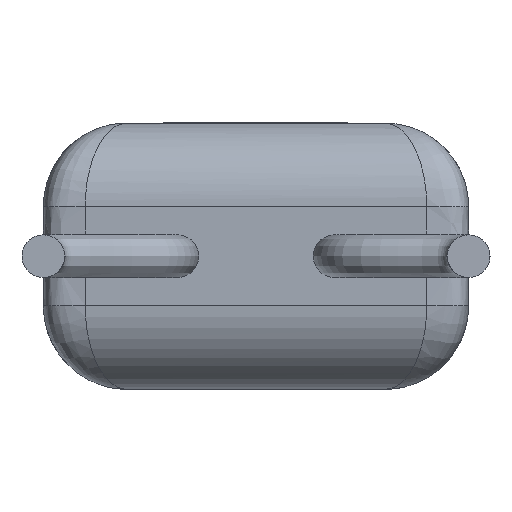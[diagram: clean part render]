
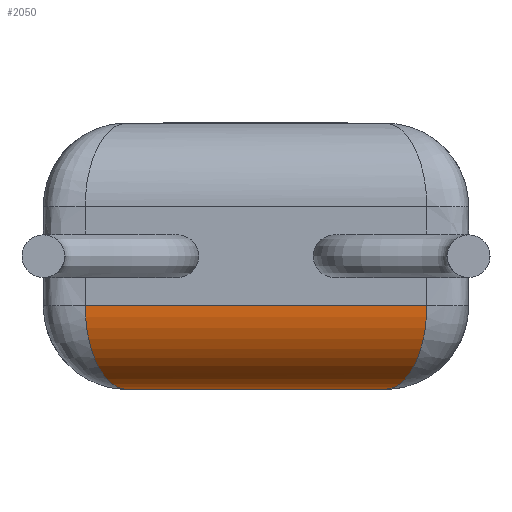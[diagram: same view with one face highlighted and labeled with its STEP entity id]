
A CAD part, front view. The second image highlights one B-rep face of the part: STEP entity #2050.
In plain terms, the highlighted cylindrical face has radius 1 mm (diameter 2 mm), a partial arc.
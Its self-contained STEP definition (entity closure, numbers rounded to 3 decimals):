
#65 = LINE ( 'NONE', #203, #158 ) ;
#91 = CARTESIAN_POINT ( 'NONE',  ( 0.816, 0.632, 0.07 ) ) ;
#158 = VECTOR ( 'NONE', #1831, 1000. ) ;
#192 = EDGE_CURVE ( 'NONE', #5456, #2838, #65, .T. ) ;
#203 = CARTESIAN_POINT ( 'NONE',  ( 4.58, 0., 1. ) ) ;
#324 = CARTESIAN_POINT ( 'NONE',  ( 0.535, 0.071, 0.63 ) ) ;
#346 = CARTESIAN_POINT ( 'NONE',  ( 0.5, 0., 0.932 ) ) ;
#348 = EDGE_LOOP ( 'NONE', ( #4052, #3004, #6129, #1965 ) ) ;
#360 = EDGE_CURVE ( 'NONE', #5456, #3210, #2769, .T. ) ;
#596 = CARTESIAN_POINT ( 'NONE',  ( 0.756, 0.511, 0.127 ) ) ;
#649 = CARTESIAN_POINT ( 'NONE',  ( 4.488, 0.184, 0.421 ) ) ;
#814 = CARTESIAN_POINT ( 'NONE',  ( 4.325, 0.51, 0.128 ) ) ;
#861 = CARTESIAN_POINT ( 'NONE',  ( 0.626, 0.253, 0.335 ) ) ;
#892 = CARTESIAN_POINT ( 'NONE',  ( 4.58, 0., 0.941 ) ) ;
#911 = CARTESIAN_POINT ( 'NONE',  ( 4.568, 0.023, 0.784 ) ) ;
#1043 = CARTESIAN_POINT ( 'NONE',  ( 0.5, 1., 0. ) ) ;
#1051 = CARTESIAN_POINT ( 'NONE',  ( 0.813, 0.627, 0.072 ) ) ;
#1067 = CARTESIAN_POINT ( 'NONE',  ( 4.08, 1., 0. ) ) ;
#1083 = LINE ( 'NONE', #1043, #3007 ) ;
#1142 = CARTESIAN_POINT ( 'NONE',  ( 0.742, 0.483, 0.144 ) ) ;
#1169 = CARTESIAN_POINT ( 'NONE',  ( 4.551, 0.059, 0.661 ) ) ;
#1258 = CARTESIAN_POINT ( 'NONE',  ( 4.532, 0.096, 0.567 ) ) ;
#1343 = CARTESIAN_POINT ( 'NONE',  ( 4.295, 0.57, 0.097 ) ) ;
#1373 = CARTESIAN_POINT ( 'NONE',  ( 0.529, 0.058, 0.663 ) ) ;
#1566 = CARTESIAN_POINT ( 'NONE',  ( 0.677, 0.355, 0.234 ) ) ;
#1610 = CARTESIAN_POINT ( 'NONE',  ( 0.856, 0.713, 0.039 ) ) ;
#1795 = CARTESIAN_POINT ( 'NONE',  ( 4.427, 0.305, 0.28 ) ) ;
#1818 = CARTESIAN_POINT ( 'NONE',  ( 4.402, 0.357, 0.234 ) ) ;
#1831 = DIRECTION ( 'NONE',  ( 1., 0., 0. ) ) ;
#1883 = CARTESIAN_POINT ( 'NONE',  ( 0.555, 0.11, 0.54 ) ) ;
#1897 = CARTESIAN_POINT ( 'NONE',  ( 4.234, 0.693, 0.048 ) ) ;
#1965 = ORIENTED_EDGE ( 'NONE', *, *, #192, .F. ) ;
#1999 = EDGE_CURVE ( 'NONE', #2838, #5353, #4261, .T. ) ;
#2025 = CARTESIAN_POINT ( 'NONE',  ( 4.156, 0.848, 0.011 ) ) ;
#2050 = ADVANCED_FACE ( 'NONE', ( #4688 ), #6377, .T. ) ;
#2053 = CARTESIAN_POINT ( 'NONE',  ( 1., 1., 0. ) ) ;
#2080 = CARTESIAN_POINT ( 'NONE',  ( 1., 1., 0. ) ) ;
#2246 = AXIS2_PLACEMENT_3D ( 'NONE', #5209, #5277, #4764 ) ;
#2320 = CARTESIAN_POINT ( 'NONE',  ( 4.457, 0.246, 0.342 ) ) ;
#2345 = CARTESIAN_POINT ( 'NONE',  ( 0.5, 0., 1. ) ) ;
#2408 = CARTESIAN_POINT ( 'NONE',  ( 0.61, 0.219, 0.374 ) ) ;
#2517 = CARTESIAN_POINT ( 'NONE',  ( 4.095, 0.971, 0. ) ) ;
#2604 = CARTESIAN_POINT ( 'NONE',  ( 0.701, 0.402, 0.196 ) ) ;
#2769 = B_SPLINE_CURVE_WITH_KNOTS ( 'NONE', 3,
 ( #4466, #346, #6507, #3961, #3449, #3428, #1373, #324, #2905, #1883, #3943, #5493, #2408, #861, #4977, #6009, #2926, #5685, #1566, #2604, #1142, #596, #3102, #3202, #4205, #3126, #1051, #91, #1610, #5175, #2080 ),
 .UNSPECIFIED., .F., .F.,
 ( 4, 2, 2, 2, 2, 2, 2, 1, 2, 2, 2, 2, 1, 1, 2, 2, 4 ),
 ( 0., 0.125, 0.188, 0.219, 0.25, 0.375, 0.438, 0.469, 0.484, 0.5, 0.625, 0.688, 0.719, 0.734, 0.742, 0.75, 1. ),
 .UNSPECIFIED. ) ;
#2833 = CARTESIAN_POINT ( 'NONE',  ( 4.408, 0.344, 0.245 ) ) ;
#2838 = VERTEX_POINT ( 'NONE', #3490 ) ;
#2856 = CARTESIAN_POINT ( 'NONE',  ( 4.34, 0.481, 0.145 ) ) ;
#2905 = CARTESIAN_POINT ( 'NONE',  ( 0.539, 0.078, 0.613 ) ) ;
#2926 = CARTESIAN_POINT ( 'NONE',  ( 0.65, 0.3, 0.285 ) ) ;
#2961 = CARTESIAN_POINT ( 'NONE',  ( 4.565, 0.031, 0.753 ) ) ;
#3004 = ORIENTED_EDGE ( 'NONE', *, *, #6525, .F. ) ;
#3007 = VECTOR ( 'NONE', #4342, 1000. ) ;
#3102 = CARTESIAN_POINT ( 'NONE',  ( 0.778, 0.556, 0.104 ) ) ;
#3126 = CARTESIAN_POINT ( 'NONE',  ( 0.809, 0.618, 0.076 ) ) ;
#3202 = CARTESIAN_POINT ( 'NONE',  ( 0.789, 0.579, 0.093 ) ) ;
#3210 = VERTEX_POINT ( 'NONE', #2053 ) ;
#3242 = CARTESIAN_POINT ( 'NONE',  ( 4.08, 1., 0. ) ) ;
#3295 = CARTESIAN_POINT ( 'NONE',  ( 4.516, 0.128, 0.506 ) ) ;
#3418 = CARTESIAN_POINT ( 'NONE',  ( 4.421, 0.318, 0.268 ) ) ;
#3428 = CARTESIAN_POINT ( 'NONE',  ( 0.526, 0.053, 0.679 ) ) ;
#3449 = CARTESIAN_POINT ( 'NONE',  ( 0.518, 0.037, 0.729 ) ) ;
#3490 = CARTESIAN_POINT ( 'NONE',  ( 4.58, 0., 1. ) ) ;
#3521 = CARTESIAN_POINT ( 'NONE',  ( 4.11, 0.94, 0.001 ) ) ;
#3935 = CARTESIAN_POINT ( 'NONE',  ( 4.382, 0.397, 0.202 ) ) ;
#3943 = CARTESIAN_POINT ( 'NONE',  ( 0.571, 0.141, 0.483 ) ) ;
#3961 = CARTESIAN_POINT ( 'NONE',  ( 0.514, 0.028, 0.763 ) ) ;
#4052 = ORIENTED_EDGE ( 'NONE', *, *, #360, .T. ) ;
#4205 = CARTESIAN_POINT ( 'NONE',  ( 0.803, 0.606, 0.081 ) ) ;
#4261 = B_SPLINE_CURVE_WITH_KNOTS ( 'NONE', 3,
 ( #4478, #892, #6034, #911, #2961, #6017, #1169, #1258, #3295, #649, #5975, #2320, #4902, #1795, #3418, #2833, #1818, #3935, #4924, #2856, #814, #1343, #5999, #4498, #1897, #5122, #6591, #2025, #6664, #3521, #2517, #1067 ),
 .UNSPECIFIED., .F., .F.,
 ( 4, 2, 2, 2, 2, 2, 2, 2, 2, 2, 2, 2, 2, 2, 2, 4 ),
 ( 0., 0.114, 0.171, 0.228, 0.355, 0.419, 0.482, 0.516, 0.549, 0.615, 0.682, 0.748, 0.811, 0.874, 0.937, 1. ),
 .UNSPECIFIED. ) ;
#4342 = DIRECTION ( 'NONE',  ( -1., 0., 0. ) ) ;
#4466 = CARTESIAN_POINT ( 'NONE',  ( 0.5, 0., 1. ) ) ;
#4478 = CARTESIAN_POINT ( 'NONE',  ( 4.58, 0., 1. ) ) ;
#4498 = CARTESIAN_POINT ( 'NONE',  ( 4.249, 0.662, 0.058 ) ) ;
#4688 = FACE_OUTER_BOUND ( 'NONE', #348, .T. ) ;
#4764 = DIRECTION ( 'NONE',  ( 0., 0., 1. ) ) ;
#4902 = CARTESIAN_POINT ( 'NONE',  ( 4.445, 0.269, 0.317 ) ) ;
#4924 = CARTESIAN_POINT ( 'NONE',  ( 4.368, 0.424, 0.182 ) ) ;
#4977 = CARTESIAN_POINT ( 'NONE',  ( 0.635, 0.27, 0.316 ) ) ;
#5122 = CARTESIAN_POINT ( 'NONE',  ( 4.203, 0.754, 0.03 ) ) ;
#5175 = CARTESIAN_POINT ( 'NONE',  ( 0.917, 0.834, 0. ) ) ;
#5209 = CARTESIAN_POINT ( 'NONE',  ( 0., 1., 1. ) ) ;
#5277 = DIRECTION ( 'NONE',  ( -1., 0., 0. ) ) ;
#5353 = VERTEX_POINT ( 'NONE', #3242 ) ;
#5456 = VERTEX_POINT ( 'NONE', #2345 ) ;
#5493 = CARTESIAN_POINT ( 'NONE',  ( 0.599, 0.199, 0.401 ) ) ;
#5685 = CARTESIAN_POINT ( 'NONE',  ( 0.654, 0.308, 0.278 ) ) ;
#5975 = CARTESIAN_POINT ( 'NONE',  ( 4.478, 0.204, 0.394 ) ) ;
#5999 = CARTESIAN_POINT ( 'NONE',  ( 4.28, 0.6, 0.083 ) ) ;
#6009 = CARTESIAN_POINT ( 'NONE',  ( 0.644, 0.288, 0.298 ) ) ;
#6017 = CARTESIAN_POINT ( 'NONE',  ( 4.556, 0.048, 0.691 ) ) ;
#6034 = CARTESIAN_POINT ( 'NONE',  ( 4.577, 0.005, 0.878 ) ) ;
#6129 = ORIENTED_EDGE ( 'NONE', *, *, #1999, .F. ) ;
#6377 = CYLINDRICAL_SURFACE ( 'NONE', #2246, 1. ) ;
#6507 = CARTESIAN_POINT ( 'NONE',  ( 0.504, 0.007, 0.864 ) ) ;
#6525 = EDGE_CURVE ( 'NONE', #5353, #3210, #1083, .T. ) ;
#6591 = CARTESIAN_POINT ( 'NONE',  ( 4.187, 0.786, 0.023 ) ) ;
#6664 = CARTESIAN_POINT ( 'NONE',  ( 4.14, 0.879, 0.007 ) ) ;
